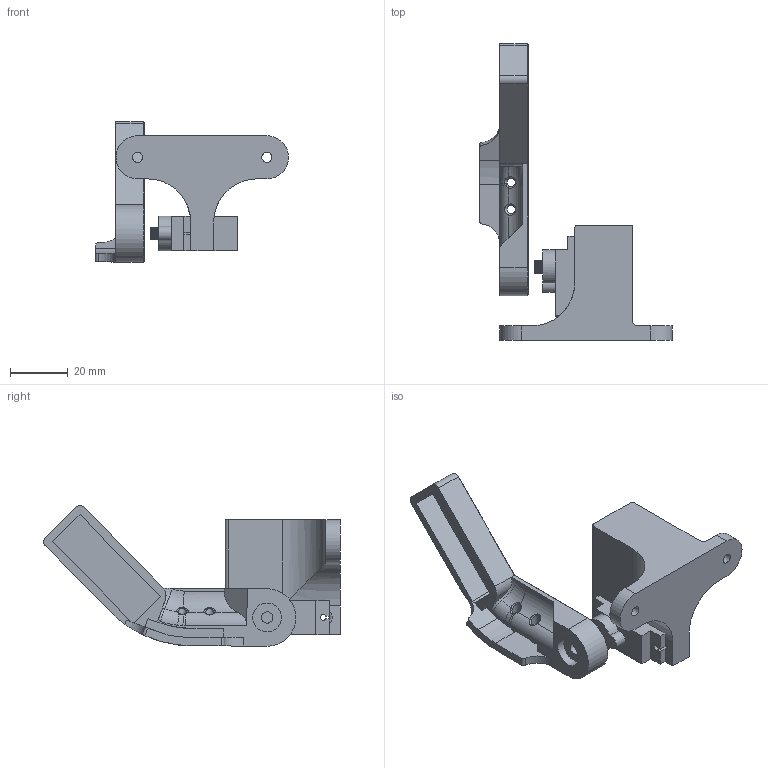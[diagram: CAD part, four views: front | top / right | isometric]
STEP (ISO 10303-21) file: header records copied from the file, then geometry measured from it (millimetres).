
FILE_DESCRIPTION(/* description */ (''),/* implementation_level */ '2;1');
FILE_NAME(/* name */ 'Purge Slide.stp',/* time_stamp */ '2021-10-09T12:40:21-03:00',/* author */ ('Diego.labarca'),/* organization */ (''),/* preprocessor_version */ 'ST-DEVELOPER v18.1',/* originating_system */ 'Autodesk Inventor 2021',/* authorisation */ '');
FILE_SCHEMA (('AUTOMOTIVE_DESIGN { 1 0 10303 214 3 1 1 }'));
Length unit declared in the file: millimetre
Products named in the file (4): Purge Bucket; SG90; Soporte SG90; Arm v2
Assembly tree (3 placements, depth 2):
  Purge Bucket
    SG90
    Soporte SG90
    Arm v2
Bounding box: 67.11 x 103.22 x 48.86 mm (x, y, z)
Volume: 38988.5 mm3; surface area: 18296.7 mm2
Topology: 3 solids, 3 shells, 308 faces, 875 edges, 571 vertices
Faces by surface type: plane 179, cylinder 96, bspline 19, torus 9, cone 5
Full cylindrical faces by diameter (mm): 3 x4, 3.3 x2, 3.5 x2, 4 x1, 10 x1
Entity records: 11053 total; most frequent: CARTESIAN_POINT 2760, ORIENTED_EDGE 1750, DIRECTION 1673, EDGE_CURVE 875, LINE 597, VECTOR 597, VERTEX_POINT 572, AXIS2_PLACEMENT_3D 538
